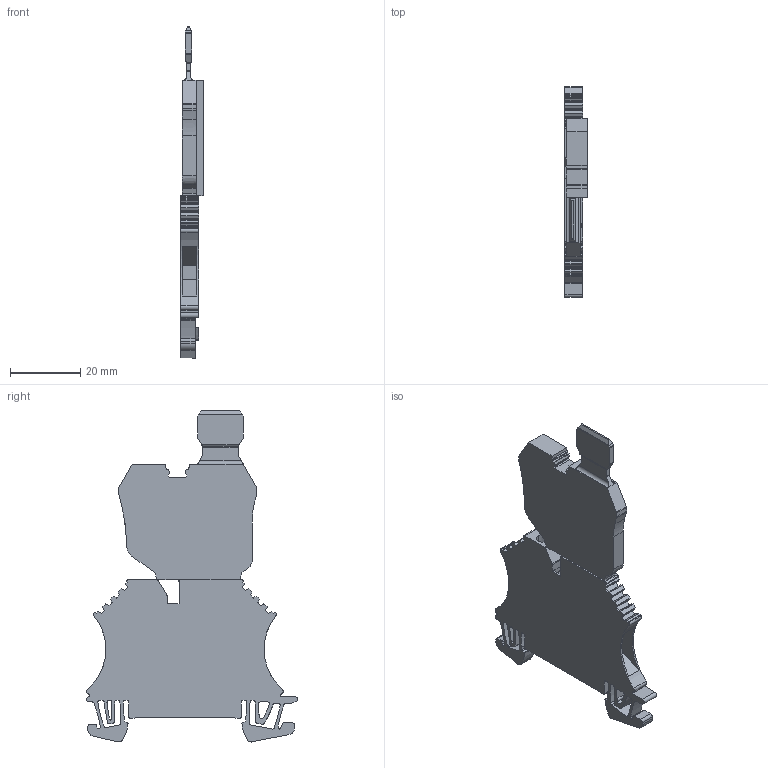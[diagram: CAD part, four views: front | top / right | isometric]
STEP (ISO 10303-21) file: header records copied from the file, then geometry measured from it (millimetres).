
FILE_DESCRIPTION(('CATIA V5 STEP Exchange','CAx-IF Rec.Pracs.--- Model Styling and Organization---1.4--- 2014-01-23'),'2;1');
FILE_NAME ('D1455645_0', '2020-02-27T12:34:28+00:00', ('none'), ('Weidmueller'), 'CATIA Version 5-6 Release 2016 SP3 HF44', 'CATIA V5 STEP AP214', 'none');
FILE_SCHEMA(('AUTOMOTIVE_DESIGN { 1 0 10303 214 1 1 1 1 }'));
Length unit declared in the file: millimetre
Products named in the file (1): 1763940000_WTR_2-5-SI
Bounding box: 6.42 x 60 x 94.51 mm (x, y, z)
Volume: 14309.4 mm3; surface area: 9705.9 mm2
Topology: 1 solids, 1 shells, 415 faces, 1303 edges, 889 vertices
Faces by surface type: plane 273, cylinder 122, extrusion 20
Entity records: 14251 total; most frequent: CARTESIAN_POINT 3215, ORIENTED_EDGE 2606, DIRECTION 1802, EDGE_CURVE 1303, VECTOR 927, LINE 907, VERTEX_POINT 889, AXIS2_PLACEMENT_3D 557
